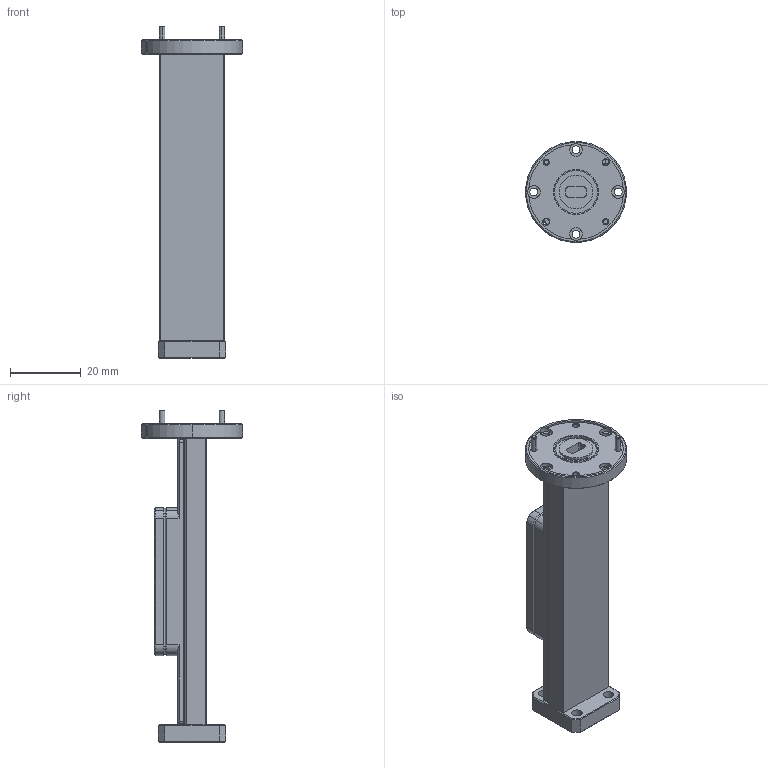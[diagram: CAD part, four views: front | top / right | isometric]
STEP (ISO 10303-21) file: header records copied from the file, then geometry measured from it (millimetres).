
FILE_DESCRIPTION (( 'STEP AP203' ), '1' );
FILE_NAME ('WF-NQ-WR-SVS-SX1.STEP', '2025-07-15T19:14:51', ( '' ), ( '' ), 'SwSTEP 2.0', 'SolidWorks 2021', '' );
FILE_SCHEMA (( 'CONFIG_CONTROL_DESIGN' ));
Length unit declared in the file: inch
Products named in the file (1): WF-NQ-WR-SVS-SX1
Bounding box: 28.57 x 28.57 x 93.89 mm (x, y, z)
Volume: 20479.6 mm3; surface area: 9536.2 mm2
Topology: 3 solids, 27 shells, 1133 faces, 3070 edges, 1954 vertices
Faces by surface type: cylinder 712, cone 228, plane 193
Entity records: 36369 total; most frequent: CARTESIAN_POINT 7970, ORIENTED_EDGE 6044, DIRECTION 5976, EDGE_CURVE 3022, AXIS2_PLACEMENT_3D 2376, VERTEX_POINT 1954, CIRCLE 1242, LINE 1224
